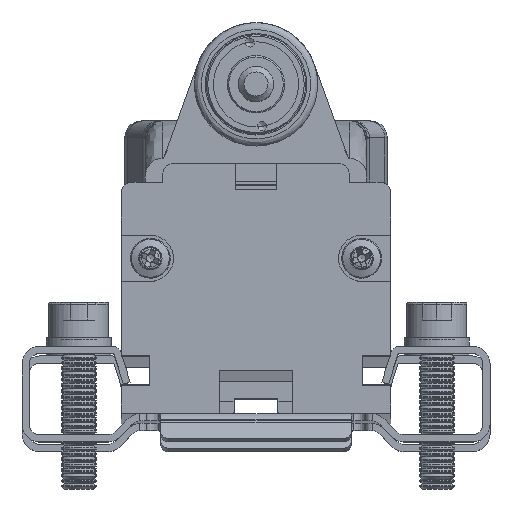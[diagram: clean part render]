
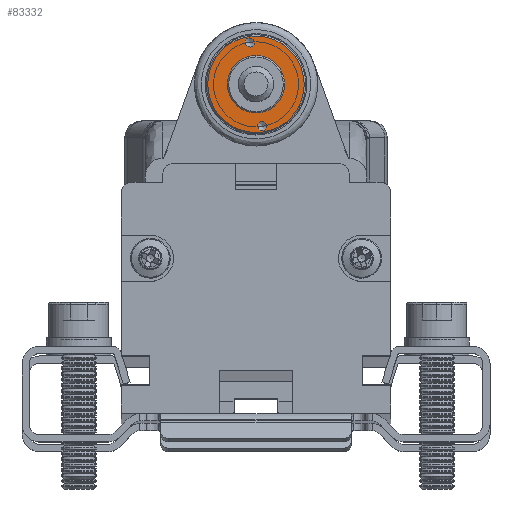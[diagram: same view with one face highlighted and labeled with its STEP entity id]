
A CAD part, top view. The second image highlights one B-rep face of the part: STEP entity #83332.
In plain terms, the highlighted planar face has unit normal (0, 0, 1).
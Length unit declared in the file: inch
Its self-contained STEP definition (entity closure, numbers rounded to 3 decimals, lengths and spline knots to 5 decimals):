
#598 = EDGE_LOOP ( 'NONE', ( #79995 ) ) ;
#3416 = VERTEX_POINT ( 'NONE', #72495 ) ;
#6893 = EDGE_CURVE ( 'NONE', #3416, #3416, #54886, .T. ) ;
#10450 = DIRECTION ( 'NONE',  ( 0.148, -0.989, 0. ) ) ;
#11695 = CARTESIAN_POINT ( 'NONE',  ( 0.78769, 1.60925, 6.1811 ) ) ;
#14031 = EDGE_LOOP ( 'NONE', ( #71725 ) ) ;
#14453 = EDGE_CURVE ( 'NONE', #80861, #80861, #63767, .T. ) ;
#25586 = DIRECTION ( 'NONE',  ( -0.989, -0.148, 0. ) ) ;
#26468 = CARTESIAN_POINT ( 'NONE',  ( 0.78273, 1.64235, 6.1811 ) ) ;
#31990 = CIRCLE ( 'NONE', #75174, 0.26772 ) ;
#32109 = AXIS2_PLACEMENT_3D ( 'NONE', #26468, #74735, #25586 ) ;
#38788 = VERTEX_POINT ( 'NONE', #11695 ) ;
#39595 = AXIS2_PLACEMENT_3D ( 'NONE', #61210, #88628, #40006 ) ;
#40006 = DIRECTION ( 'NONE',  ( -0.989, -0.148, 0. ) ) ;
#53582 = PLANE ( 'NONE',  #39595 ) ;
#53783 = CARTESIAN_POINT ( 'NONE',  ( 0.71333, 2.10568, 6.1811 ) ) ;
#54886 = CIRCLE ( 'NONE', #80752, 0.02559 ) ;
#59651 = DIRECTION ( 'NONE',  ( -0.989, -0.148, 0. ) ) ;
#61210 = CARTESIAN_POINT ( 'NONE',  ( 0.74803, 1.87402, 6.1811 ) ) ;
#61668 = FACE_BOUND ( 'NONE', #79813, .T. ) ;
#63767 = CIRCLE ( 'NONE', #32109, 0.02559 ) ;
#66106 = CARTESIAN_POINT ( 'NONE',  ( 0.75742, 1.63856, 6.1811 ) ) ;
#66910 = DIRECTION ( 'NONE',  ( 0., 0., -1. ) ) ;
#67578 = FACE_OUTER_BOUND ( 'NONE', #598, .T. ) ;
#71725 = ORIENTED_EDGE ( 'NONE', *, *, #6893, .T. ) ;
#72284 = DIRECTION ( 'NONE',  ( 0., 0., -1. ) ) ;
#72495 = CARTESIAN_POINT ( 'NONE',  ( 0.68802, 2.10189, 6.1811 ) ) ;
#73427 = FACE_BOUND ( 'NONE', #14031, .T. ) ;
#74735 = DIRECTION ( 'NONE',  ( 0., 0., -1. ) ) ;
#75174 = AXIS2_PLACEMENT_3D ( 'NONE', #80313, #72284, #10450 ) ;
#78008 = EDGE_CURVE ( 'NONE', #38788, #38788, #31990, .T. ) ;
#79813 = EDGE_LOOP ( 'NONE', ( #81588 ) ) ;
#79995 = ORIENTED_EDGE ( 'NONE', *, *, #78008, .F. ) ;
#80313 = CARTESIAN_POINT ( 'NONE',  ( 0.74803, 1.87402, 6.1811 ) ) ;
#80752 = AXIS2_PLACEMENT_3D ( 'NONE', #53783, #66910, #59651 ) ;
#80861 = VERTEX_POINT ( 'NONE', #66106 ) ;
#81588 = ORIENTED_EDGE ( 'NONE', *, *, #14453, .T. ) ;
#83332 = ADVANCED_FACE ( 'NONE', ( #61668, #73427, #67578 ), #53582, .T. ) ;
#88628 = DIRECTION ( 'NONE',  ( 0., 0., 1. ) ) ;
